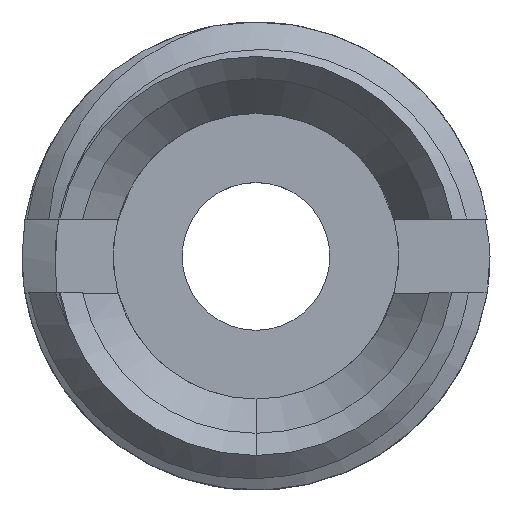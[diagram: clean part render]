
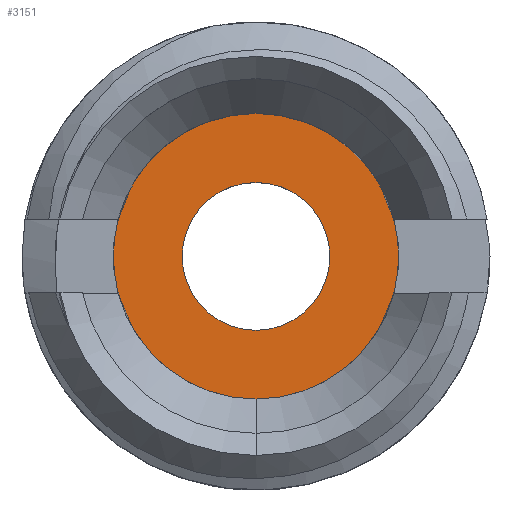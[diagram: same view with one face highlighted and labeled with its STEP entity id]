
A CAD part, top view. The second image highlights one B-rep face of the part: STEP entity #3151.
In plain terms, the highlighted planar face has unit normal (0, 0, 1).
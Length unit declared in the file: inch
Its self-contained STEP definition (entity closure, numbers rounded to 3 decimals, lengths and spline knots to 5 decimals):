
#273 = CARTESIAN_POINT ( 'NONE',  ( 0., -0.0625, -0.11 ) ) ;
#278 = PLANE ( 'NONE',  #288 ) ;
#288 = AXIS2_PLACEMENT_3D ( 'NONE', #5416, #1544, #1183 ) ;
#543 = CIRCLE ( 'NONE', #3798, 0.03 ) ;
#629 = CARTESIAN_POINT ( 'NONE',  ( 0., 0.0625, -0.11 ) ) ;
#642 = AXIS2_PLACEMENT_3D ( 'NONE', #3086, #993, #2673 ) ;
#700 = DIRECTION ( 'NONE',  ( 0., 0., -1. ) ) ;
#865 = EDGE_LOOP ( 'NONE', ( #2794, #3772 ) ) ;
#877 = DIRECTION ( 'NONE',  ( 0., 1., 0. ) ) ;
#993 = DIRECTION ( 'NONE',  ( 0., 0., -1. ) ) ;
#1083 = AXIS2_PLACEMENT_3D ( 'NONE', #5218, #1507, #2269 ) ;
#1134 = FACE_OUTER_BOUND ( 'NONE', #4852, .T. ) ;
#1183 = DIRECTION ( 'NONE',  ( 0., -1., 0. ) ) ;
#1268 = VERTEX_POINT ( 'NONE', #629 ) ;
#1507 = DIRECTION ( 'NONE',  ( 0., 0., -1. ) ) ;
#1544 = DIRECTION ( 'NONE',  ( 0., 0., -1. ) ) ;
#1598 = CARTESIAN_POINT ( 'NONE',  ( 0., 0., -0.11 ) ) ;
#1930 = DIRECTION ( 'NONE',  ( 0., 1., 0. ) ) ;
#2103 = VERTEX_POINT ( 'NONE', #3541 ) ;
#2117 = AXIS2_PLACEMENT_3D ( 'NONE', #2875, #4663, #877 ) ;
#2269 = DIRECTION ( 'NONE',  ( 0., 1., 0. ) ) ;
#2413 = VERTEX_POINT ( 'NONE', #273 ) ;
#2673 = DIRECTION ( 'NONE',  ( 0., 1., 0. ) ) ;
#2794 = ORIENTED_EDGE ( 'NONE', *, *, #3477, .T. ) ;
#2875 = CARTESIAN_POINT ( 'NONE',  ( 0., 0., -0.11 ) ) ;
#3086 = CARTESIAN_POINT ( 'NONE',  ( 0., 0., -0.11 ) ) ;
#3089 = CIRCLE ( 'NONE', #2117, 0.03 ) ;
#3118 = CARTESIAN_POINT ( 'NONE',  ( 0., 0.03, -0.11 ) ) ;
#3151 = ADVANCED_FACE ( 'NONE', ( #5349, #1134 ), #278, .F. ) ;
#3354 = ORIENTED_EDGE ( 'NONE', *, *, #3846, .F. ) ;
#3477 = EDGE_CURVE ( 'NONE', #4221, #2103, #3089, .T. ) ;
#3541 = CARTESIAN_POINT ( 'NONE',  ( 0., -0.03, -0.11 ) ) ;
#3772 = ORIENTED_EDGE ( 'NONE', *, *, #4512, .T. ) ;
#3798 = AXIS2_PLACEMENT_3D ( 'NONE', #1598, #700, #1930 ) ;
#3846 = EDGE_CURVE ( 'NONE', #1268, #2413, #4155, .T. ) ;
#4046 = ORIENTED_EDGE ( 'NONE', *, *, #4846, .F. ) ;
#4155 = CIRCLE ( 'NONE', #1083, 0.0625 ) ;
#4221 = VERTEX_POINT ( 'NONE', #3118 ) ;
#4512 = EDGE_CURVE ( 'NONE', #2103, #4221, #543, .T. ) ;
#4663 = DIRECTION ( 'NONE',  ( 0., 0., -1. ) ) ;
#4846 = EDGE_CURVE ( 'NONE', #2413, #1268, #5055, .T. ) ;
#4852 = EDGE_LOOP ( 'NONE', ( #3354, #4046 ) ) ;
#5055 = CIRCLE ( 'NONE', #642, 0.0625 ) ;
#5218 = CARTESIAN_POINT ( 'NONE',  ( 0., 0., -0.11 ) ) ;
#5349 = FACE_BOUND ( 'NONE', #865, .T. ) ;
#5416 = CARTESIAN_POINT ( 'NONE',  ( 0., 0.0625, -0.11 ) ) ;
